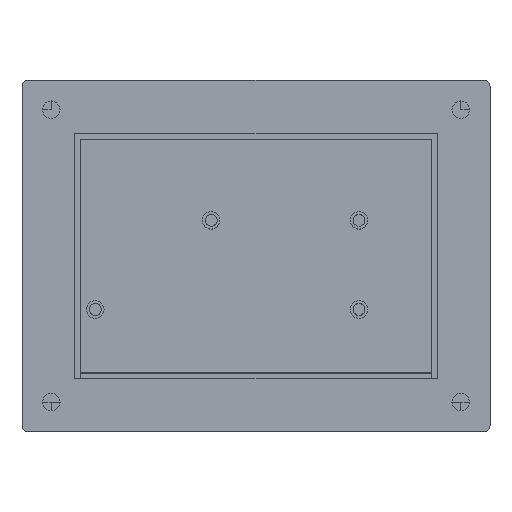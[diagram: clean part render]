
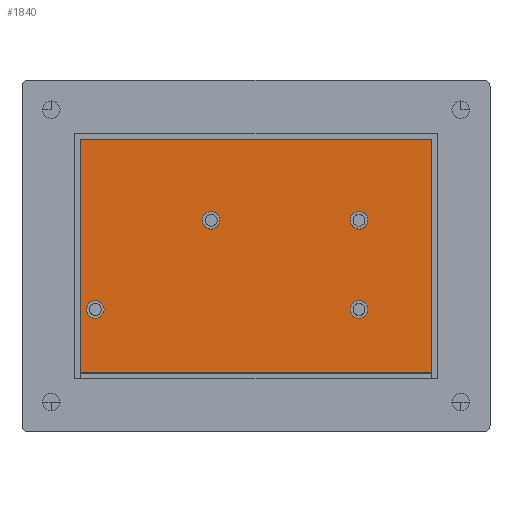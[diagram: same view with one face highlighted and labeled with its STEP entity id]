
A CAD part, top view. The second image highlights one B-rep face of the part: STEP entity #1840.
In plain terms, the highlighted planar face has unit normal (0, 0, 1).
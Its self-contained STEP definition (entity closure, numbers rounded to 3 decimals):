
#1331 = VERTEX_POINT('',#1332);
#1332 = CARTESIAN_POINT('',(70.,50.,10.));
#1338 = EDGE_CURVE('',#1339,#1331,#1341,.T.);
#1339 = VERTEX_POINT('',#1340);
#1340 = CARTESIAN_POINT('',(70.,10.,10.));
#1341 = LINE('',#1342,#1343);
#1342 = CARTESIAN_POINT('',(70.,30.,10.));
#1343 = VECTOR('',#1344,1.);
#1344 = DIRECTION('',(0.,1.,0.));
#1363 = VERTEX_POINT('',#1364);
#1364 = CARTESIAN_POINT('',(10.,10.,10.));
#1370 = EDGE_CURVE('',#1339,#1363,#1371,.T.);
#1371 = LINE('',#1372,#1373);
#1372 = CARTESIAN_POINT('',(40.,10.,10.));
#1373 = VECTOR('',#1374,1.);
#1374 = DIRECTION('',(-1.,0.,0.));
#1394 = VERTEX_POINT('',#1395);
#1395 = CARTESIAN_POINT('',(10.,50.,10.));
#1401 = EDGE_CURVE('',#1363,#1394,#1402,.T.);
#1402 = LINE('',#1403,#1404);
#1403 = CARTESIAN_POINT('',(10.,30.,10.));
#1404 = VECTOR('',#1405,1.);
#1405 = DIRECTION('',(0.,1.,0.));
#1840 = ADVANCED_FACE('',(#1841,#1852,#1863,#1874,#1885),#1896,.T.);
#1841 = FACE_BOUND('',#1842,.T.);
#1842 = EDGE_LOOP('',(#1843,#1844,#1845,#1851));
#1843 = ORIENTED_EDGE('',*,*,#1370,.F.);
#1844 = ORIENTED_EDGE('',*,*,#1338,.T.);
#1845 = ORIENTED_EDGE('',*,*,#1846,.T.);
#1846 = EDGE_CURVE('',#1331,#1394,#1847,.T.);
#1847 = LINE('',#1848,#1849);
#1848 = CARTESIAN_POINT('',(40.,50.,10.));
#1849 = VECTOR('',#1850,1.);
#1850 = DIRECTION('',(-1.,0.,0.));
#1851 = ORIENTED_EDGE('',*,*,#1401,.F.);
#1852 = FACE_BOUND('',#1853,.T.);
#1853 = EDGE_LOOP('',(#1854));
#1854 = ORIENTED_EDGE('',*,*,#1855,.F.);
#1855 = EDGE_CURVE('',#1856,#1856,#1858,.T.);
#1856 = VERTEX_POINT('',#1857);
#1857 = CARTESIAN_POINT('',(14.025,20.85,10.));
#1858 = CIRCLE('',#1859,1.5);
#1859 = AXIS2_PLACEMENT_3D('',#1860,#1861,#1862);
#1860 = CARTESIAN_POINT('',(12.525,20.85,10.));
#1861 = DIRECTION('',(0.,0.,1.));
#1862 = DIRECTION('',(1.,0.,0.));
#1863 = FACE_BOUND('',#1864,.T.);
#1864 = EDGE_LOOP('',(#1865));
#1865 = ORIENTED_EDGE('',*,*,#1866,.F.);
#1866 = EDGE_CURVE('',#1867,#1867,#1869,.T.);
#1867 = VERTEX_POINT('',#1868);
#1868 = CARTESIAN_POINT('',(59.11,20.85,10.));
#1869 = CIRCLE('',#1870,1.5);
#1870 = AXIS2_PLACEMENT_3D('',#1871,#1872,#1873);
#1871 = CARTESIAN_POINT('',(57.61,20.85,10.));
#1872 = DIRECTION('',(0.,0.,1.));
#1873 = DIRECTION('',(1.,0.,0.));
#1874 = FACE_BOUND('',#1875,.T.);
#1875 = EDGE_LOOP('',(#1876));
#1876 = ORIENTED_EDGE('',*,*,#1877,.F.);
#1877 = EDGE_CURVE('',#1878,#1878,#1880,.T.);
#1878 = VERTEX_POINT('',#1879);
#1879 = CARTESIAN_POINT('',(33.837,36.09,10.));
#1880 = CIRCLE('',#1881,1.5);
#1881 = AXIS2_PLACEMENT_3D('',#1882,#1883,#1884);
#1882 = CARTESIAN_POINT('',(32.337,36.09,10.));
#1883 = DIRECTION('',(0.,0.,1.));
#1884 = DIRECTION('',(1.,0.,0.));
#1885 = FACE_BOUND('',#1886,.T.);
#1886 = EDGE_LOOP('',(#1887));
#1887 = ORIENTED_EDGE('',*,*,#1888,.F.);
#1888 = EDGE_CURVE('',#1889,#1889,#1891,.T.);
#1889 = VERTEX_POINT('',#1890);
#1890 = CARTESIAN_POINT('',(59.11,36.09,10.));
#1891 = CIRCLE('',#1892,1.5);
#1892 = AXIS2_PLACEMENT_3D('',#1893,#1894,#1895);
#1893 = CARTESIAN_POINT('',(57.61,36.09,10.));
#1894 = DIRECTION('',(0.,0.,1.));
#1895 = DIRECTION('',(1.,0.,0.));
#1896 = PLANE('',#1897);
#1897 = AXIS2_PLACEMENT_3D('',#1898,#1899,#1900);
#1898 = CARTESIAN_POINT('',(40.,30.,10.));
#1899 = DIRECTION('',(0.,0.,1.));
#1900 = DIRECTION('',(1.,0.,0.));
